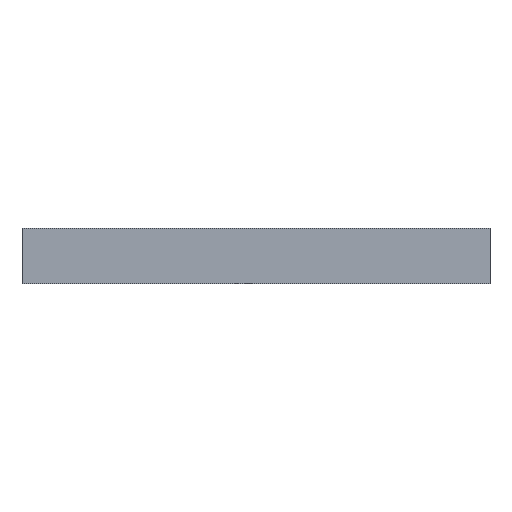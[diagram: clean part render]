
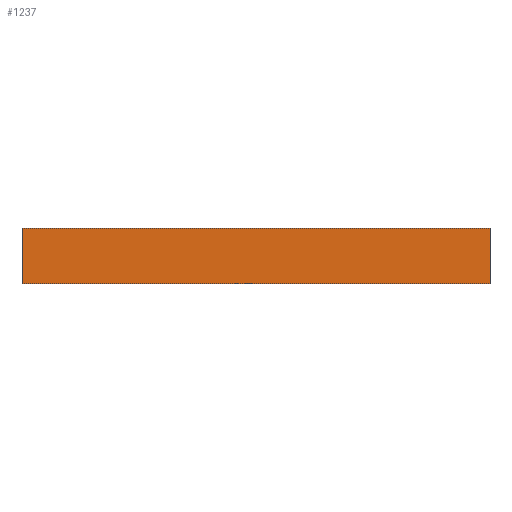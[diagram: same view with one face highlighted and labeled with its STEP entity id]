
A CAD part, left-side view. The second image highlights one B-rep face of the part: STEP entity #1237.
In plain terms, the highlighted planar face has unit normal (-1, 0, 0).
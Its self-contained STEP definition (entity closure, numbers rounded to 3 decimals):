
#1 = ORIENTED_EDGE ( 'NONE', *, *, #871, .F. ) ;
#58 = CARTESIAN_POINT ( 'NONE',  ( -105., -105., 0. ) ) ;
#70 = ORIENTED_EDGE ( 'NONE', *, *, #1465, .F. ) ;
#85 = DIRECTION ( 'NONE',  ( 0., 0., -1. ) ) ;
#157 = CARTESIAN_POINT ( 'NONE',  ( -105., -105., 25. ) ) ;
#159 = EDGE_CURVE ( 'NONE', #797, #505, #1423, .T. ) ;
#170 = VERTEX_POINT ( 'NONE', #960 ) ;
#412 = DIRECTION ( 'NONE',  ( 0., 0., -1. ) ) ;
#451 = LINE ( 'NONE', #58, #826 ) ;
#497 = PLANE ( 'NONE',  #976 ) ;
#505 = VERTEX_POINT ( 'NONE', #1128 ) ;
#525 = VECTOR ( 'NONE', #85, 1000. ) ;
#531 = DIRECTION ( 'NONE',  ( 0., -1., 0. ) ) ;
#554 = DIRECTION ( 'NONE',  ( 0., -1., 0. ) ) ;
#583 = VECTOR ( 'NONE', #412, 1000. ) ;
#584 = LINE ( 'NONE', #913, #1027 ) ;
#613 = ORIENTED_EDGE ( 'NONE', *, *, #159, .T. ) ;
#631 = DIRECTION ( 'NONE',  ( 0., 1., 0. ) ) ;
#640 = VERTEX_POINT ( 'NONE', #1040 ) ;
#797 = VERTEX_POINT ( 'NONE', #1206 ) ;
#826 = VECTOR ( 'NONE', #531, 1000. ) ;
#871 = EDGE_CURVE ( 'NONE', #797, #640, #584, .T. ) ;
#913 = CARTESIAN_POINT ( 'NONE',  ( -105., -105., 25. ) ) ;
#950 = DIRECTION ( 'NONE',  ( 1., 0., 0. ) ) ;
#960 = CARTESIAN_POINT ( 'NONE',  ( -105., -105., 0. ) ) ;
#976 = AXIS2_PLACEMENT_3D ( 'NONE', #157, #950, #631 ) ;
#1027 = VECTOR ( 'NONE', #554, 1000. ) ;
#1040 = CARTESIAN_POINT ( 'NONE',  ( -105., -105., 25. ) ) ;
#1087 = CARTESIAN_POINT ( 'NONE',  ( -105., 105., 25. ) ) ;
#1128 = CARTESIAN_POINT ( 'NONE',  ( -105., 105., 0. ) ) ;
#1164 = LINE ( 'NONE', #1428, #525 ) ;
#1206 = CARTESIAN_POINT ( 'NONE',  ( -105., 105., 25. ) ) ;
#1237 = ADVANCED_FACE ( 'NONE', ( #1400 ), #497, .F. ) ;
#1271 = EDGE_LOOP ( 'NONE', ( #1281, #70, #1, #613 ) ) ;
#1281 = ORIENTED_EDGE ( 'NONE', *, *, #1389, .T. ) ;
#1389 = EDGE_CURVE ( 'NONE', #505, #170, #451, .T. ) ;
#1400 = FACE_OUTER_BOUND ( 'NONE', #1271, .T. ) ;
#1423 = LINE ( 'NONE', #1087, #583 ) ;
#1428 = CARTESIAN_POINT ( 'NONE',  ( -105., -105., 25. ) ) ;
#1465 = EDGE_CURVE ( 'NONE', #640, #170, #1164, .T. ) ;
